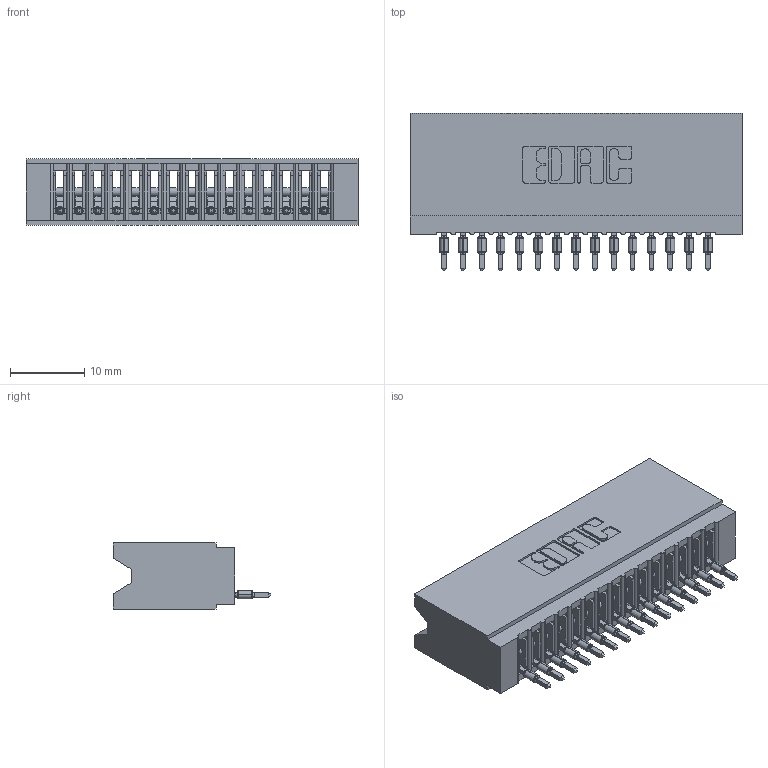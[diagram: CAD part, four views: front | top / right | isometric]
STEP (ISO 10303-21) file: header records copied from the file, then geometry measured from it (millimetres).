
FILE_DESCRIPTION (( 'STEP AP203' ), '1' );
FILE_NAME ('745-015-525-106.STEP', '2026-02-25T15:52:52', ( '' ), ( '' ), 'SwSTEP 2.0', 'SolidWorks 2023', '' );
FILE_SCHEMA (( 'CONFIG_CONTROL_DESIGN' ));
Length unit declared in the file: millimetre
Products named in the file (3): 745-015-525-106; 745-292-001_525; 745 Part_Insulator Option - 06
Assembly tree (16 placements, depth 2):
  745-015-525-106
    745 Part_Insulator Option - 06
    745-292-001_525  x15
Bounding box: 44.7 x 21.22 x 8.89 mm (x, y, z)
Volume: 4015.5 mm3; surface area: 6942.5 mm2
Topology: 16 solids, 16 shells, 1776 faces, 4880 edges, 3082 vertices
Faces by surface type: plane 1061, cylinder 325, bspline 300, torus 90
Entity records: 28479 total; most frequent: CARTESIAN_POINT 5519, ORIENTED_EDGE 4916, DIRECTION 4288, EDGE_CURVE 2458, VECTOR 2186, LINE 2186, VERTEX_POINT 1570, AXIS2_PLACEMENT_3D 1051
